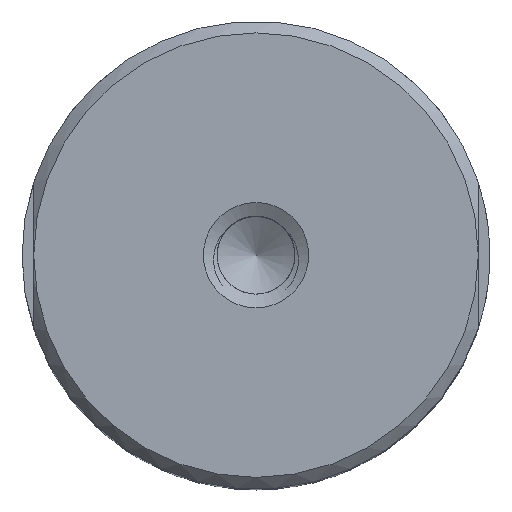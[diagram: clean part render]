
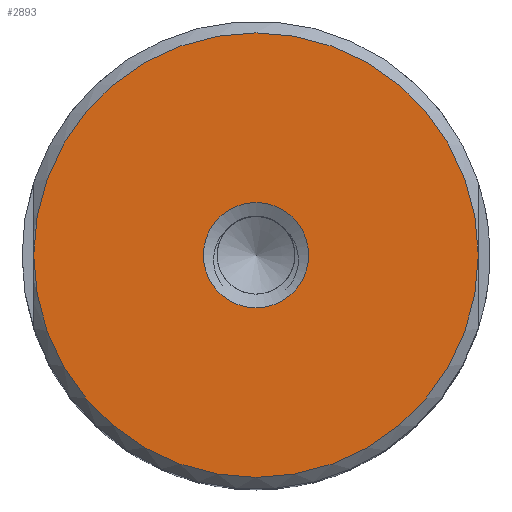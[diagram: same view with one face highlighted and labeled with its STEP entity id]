
A CAD part, top view. The second image highlights one B-rep face of the part: STEP entity #2893.
In plain terms, the highlighted planar face has unit normal (0, 0, 1).
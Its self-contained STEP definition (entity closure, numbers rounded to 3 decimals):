
#113=PLANE('',#3200);
#135=FACE_BOUND('',#450,.T.);
#274=FACE_OUTER_BOUND('',#449,.T.);
#449=EDGE_LOOP('',(#2420,#2421));
#450=EDGE_LOOP('',(#2422));
#548=CIRCLE('',#3197,9.5);
#549=CIRCLE('',#3199,9.5);
#550=CIRCLE('',#3201,2.25);
#1299=VERTEX_POINT('',#10368);
#1305=VERTEX_POINT('',#10387);
#1308=VERTEX_POINT('',#10407);
#1710=EDGE_CURVE('',#1299,#1305,#548,.T.);
#1711=EDGE_CURVE('',#1305,#1299,#549,.T.);
#1712=EDGE_CURVE('',#1308,#1308,#550,.T.);
#2420=ORIENTED_EDGE('',*,*,#1711,.F.);
#2421=ORIENTED_EDGE('',*,*,#1710,.F.);
#2422=ORIENTED_EDGE('',*,*,#1712,.T.);
#2893=ADVANCED_FACE('',(#274,#135),#113,.F.);
#3197=AXIS2_PLACEMENT_3D('',#10403,#3754,#3755);
#3199=AXIS2_PLACEMENT_3D('',#10405,#3758,#3759);
#3200=AXIS2_PLACEMENT_3D('',#10406,#3760,#3761);
#3201=AXIS2_PLACEMENT_3D('',#10408,#3762,#3763);
#3754=DIRECTION('center_axis',(0.,0.,
-1.));
#3755=DIRECTION('ref_axis',(-1.,0.,0.));
#3758=DIRECTION('center_axis',(0.,0.,
-1.));
#3759=DIRECTION('ref_axis',(-1.,0.,0.));
#3760=DIRECTION('center_axis',(0.,0.,
-1.));
#3761=DIRECTION('ref_axis',(-1.,0.,0.));
#3762=DIRECTION('center_axis',(0.,0.,
-1.));
#3763=DIRECTION('ref_axis',(1.,0.,0.));
#10368=CARTESIAN_POINT('',(-17.546,9.834,-1.));
#10387=CARTESIAN_POINT('',(1.454,9.834,-1.));
#10403=CARTESIAN_POINT('Origin',(-8.046,9.834,-1.));
#10405=CARTESIAN_POINT('Origin',(-8.046,9.834,-1.));
#10406=CARTESIAN_POINT('Origin',(-8.046,9.834,-1.));
#10407=CARTESIAN_POINT('',(-10.296,9.834,-1.));
#10408=CARTESIAN_POINT('Origin',(-8.046,9.834,-1.));
